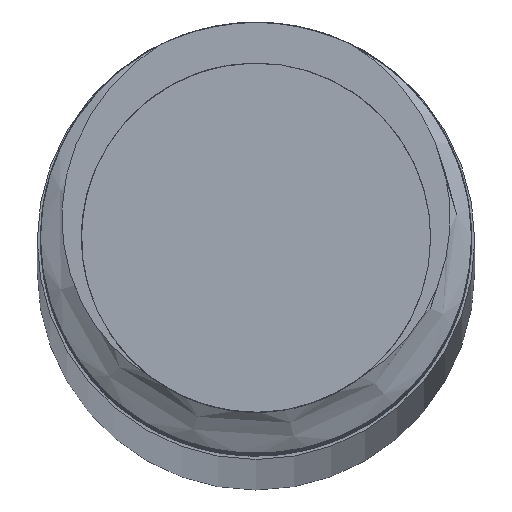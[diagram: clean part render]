
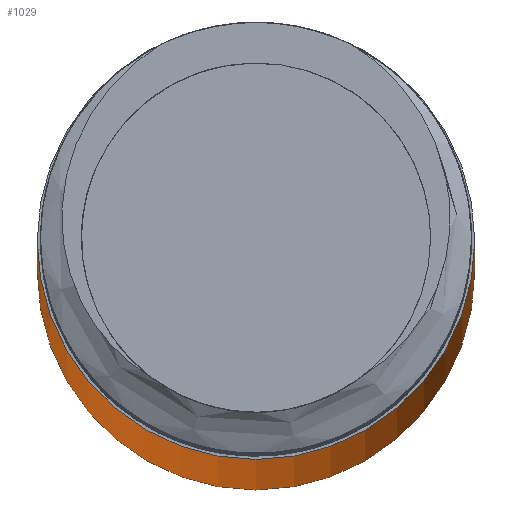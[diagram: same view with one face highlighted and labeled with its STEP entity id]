
A CAD part, top view. The second image highlights one B-rep face of the part: STEP entity #1029.
In plain terms, the highlighted cylindrical face has radius 6.35 mm (diameter 12.7 mm), a full revolution.
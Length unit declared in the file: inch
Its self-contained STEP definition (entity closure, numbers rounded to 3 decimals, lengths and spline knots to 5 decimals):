
#74=FACE_OUTER_BOUND('',#131,.T.);
#131=EDGE_LOOP('',(#916,#917,#918,#919));
#138=CIRCLE('',#1101,0.25);
#139=CIRCLE('',#1103,0.25);
#292=LINE('',#6998,#341);
#341=VECTOR('',#1270,0.25);
#446=VERTEX_POINT('',#6994);
#447=VERTEX_POINT('',#6997);
#604=EDGE_CURVE('',#446,#446,#138,.T.);
#605=EDGE_CURVE('',#446,#447,#292,.T.);
#606=EDGE_CURVE('',#447,#447,#139,.T.);
#916=ORIENTED_EDGE('',*,*,#604,.T.);
#917=ORIENTED_EDGE('',*,*,#605,.T.);
#918=ORIENTED_EDGE('',*,*,#606,.T.);
#919=ORIENTED_EDGE('',*,*,#605,.F.);
#975=CYLINDRICAL_SURFACE('',#1102,0.25);
#1029=ADVANCED_FACE('',(#74),#975,.T.);
#1101=AXIS2_PLACEMENT_3D('',#6995,#1266,#1267);
#1102=AXIS2_PLACEMENT_3D('',#6996,#1268,#1269);
#1103=AXIS2_PLACEMENT_3D('',#6999,#1271,#1272);
#1266=DIRECTION('center_axis',(0.,0.,-1.));
#1267=DIRECTION('ref_axis',(1.,0.,0.));
#1268=DIRECTION('center_axis',(0.,0.,1.));
#1269=DIRECTION('ref_axis',(1.,0.,0.));
#1270=DIRECTION('',(0.,0.,-1.));
#1271=DIRECTION('center_axis',(0.,0.,1.));
#1272=DIRECTION('ref_axis',(1.,0.,0.));
#6994=CARTESIAN_POINT('',(-0.25,0.,20.));
#6995=CARTESIAN_POINT('Origin',(0.,0.,20.));
#6996=CARTESIAN_POINT('Origin',(0.,0.,0.));
#6997=CARTESIAN_POINT('',(-0.25,0.,0.));
#6998=CARTESIAN_POINT('',(-0.25,0.,0.));
#6999=CARTESIAN_POINT('Origin',(0.,0.,0.));
